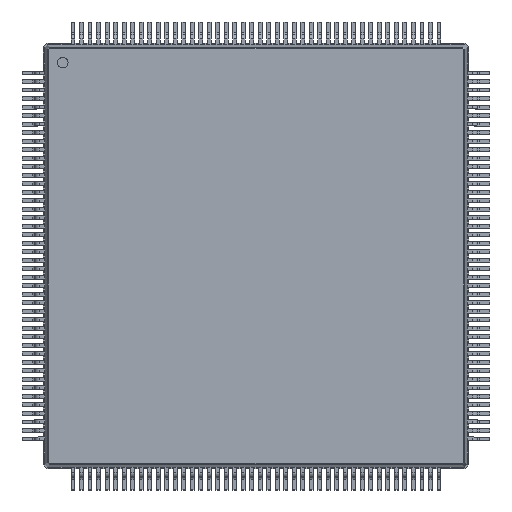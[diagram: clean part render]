
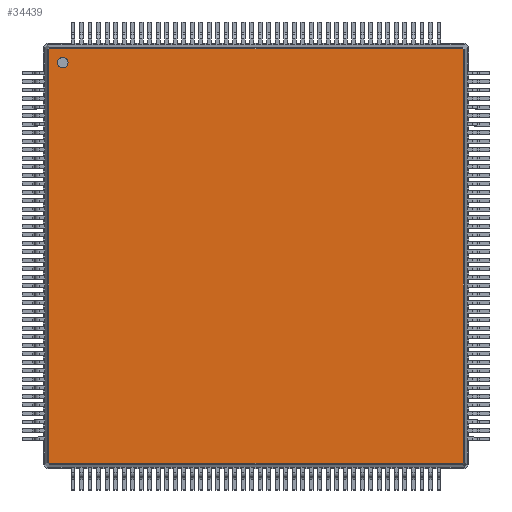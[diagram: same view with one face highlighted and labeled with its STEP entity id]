
A CAD part, top view. The second image highlights one B-rep face of the part: STEP entity #34439.
In plain terms, the highlighted planar face has unit normal (0, 0, 1).
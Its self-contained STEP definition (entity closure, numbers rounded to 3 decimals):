
#16702 = VERTEX_POINT('',#16703);
#16703 = CARTESIAN_POINT('',(-9.702,9.746,1.5));
#17380 = EDGE_CURVE('',#16702,#17381,#17383,.T.);
#17381 = VERTEX_POINT('',#17382);
#17382 = CARTESIAN_POINT('',(9.702,9.746,1.5));
#17383 = B_SPLINE_CURVE_WITH_KNOTS('',2,(#17384,#17385,#17386,#17387,
#17388),.UNSPECIFIED.,.F.,.F.,(3,1,1,3),(-0.992,
-0.04,19.477,20.429),.UNSPECIFIED.);
#17384 = CARTESIAN_POINT('',(-10.711,9.746,1.5));
#17385 = CARTESIAN_POINT('',(-10.235,9.746,1.5));
#17386 = CARTESIAN_POINT('',(0.,9.746,1.5));
#17387 = CARTESIAN_POINT('',(10.235,9.746,1.5));
#17388 = CARTESIAN_POINT('',(10.711,9.746,1.5));
#33508 = EDGE_CURVE('',#17381,#33509,#33511,.T.);
#33509 = VERTEX_POINT('',#33510);
#33510 = CARTESIAN_POINT('',(9.746,9.702,1.5));
#33511 = B_SPLINE_CURVE_WITH_KNOTS('',2,(#33512,#33513,#33514,#33515,
#33516),.UNSPECIFIED.,.F.,.F.,(3,1,1,3),(-0.4,
-0.04,0.137,0.497),.UNSPECIFIED.);
#33512 = CARTESIAN_POINT('',(9.407,10.041,1.5));
#33513 = CARTESIAN_POINT('',(9.535,9.914,1.5));
#33514 = CARTESIAN_POINT('',(9.724,9.724,1.5));
#33515 = CARTESIAN_POINT('',(9.914,9.535,1.5));
#33516 = CARTESIAN_POINT('',(10.041,9.407,1.5));
#34120 = VERTEX_POINT('',#34121);
#34121 = CARTESIAN_POINT('',(-9.746,9.702,1.5));
#34414 = EDGE_CURVE('',#34120,#16702,#34415,.T.);
#34415 = B_SPLINE_CURVE_WITH_KNOTS('',2,(#34416,#34417,#34418,#34419,
#34420),.UNSPECIFIED.,.F.,.F.,(3,1,1,3),(-0.4,
-0.04,0.137,0.497),.UNSPECIFIED.);
#34416 = CARTESIAN_POINT('',(-10.041,9.407,1.5));
#34417 = CARTESIAN_POINT('',(-9.914,9.535,1.5));
#34418 = CARTESIAN_POINT('',(-9.724,9.724,1.5));
#34419 = CARTESIAN_POINT('',(-9.535,9.914,1.5));
#34420 = CARTESIAN_POINT('',(-9.407,10.041,1.5));
#34439 = ADVANCED_FACE('',(#34440,#34493),#34504,.T.);
#34440 = FACE_BOUND('',#34441,.T.);
#34441 = EDGE_LOOP('',(#34442,#34443,#34444,#34454,#34464,#34474,#34484,
#34492));
#34442 = ORIENTED_EDGE('',*,*,#17380,.F.);
#34443 = ORIENTED_EDGE('',*,*,#34414,.F.);
#34444 = ORIENTED_EDGE('',*,*,#34445,.F.);
#34445 = EDGE_CURVE('',#34446,#34120,#34448,.T.);
#34446 = VERTEX_POINT('',#34447);
#34447 = CARTESIAN_POINT('',(-9.746,-9.702,1.5));
#34448 = B_SPLINE_CURVE_WITH_KNOTS('',2,(#34449,#34450,#34451,#34452,
#34453),.UNSPECIFIED.,.F.,.F.,(3,1,1,3),(-0.992,
-0.04,19.477,20.429),.UNSPECIFIED.);
#34449 = CARTESIAN_POINT('',(-9.746,-10.711,1.5));
#34450 = CARTESIAN_POINT('',(-9.746,-10.235,1.5));
#34451 = CARTESIAN_POINT('',(-9.746,0.,1.5));
#34452 = CARTESIAN_POINT('',(-9.746,10.235,1.5));
#34453 = CARTESIAN_POINT('',(-9.746,10.711,1.5));
#34454 = ORIENTED_EDGE('',*,*,#34455,.F.);
#34455 = EDGE_CURVE('',#34456,#34446,#34458,.T.);
#34456 = VERTEX_POINT('',#34457);
#34457 = CARTESIAN_POINT('',(-9.702,-9.746,1.5));
#34458 = B_SPLINE_CURVE_WITH_KNOTS('',2,(#34459,#34460,#34461,#34462,
#34463),.UNSPECIFIED.,.F.,.F.,(3,1,1,3),(-0.4,
-0.04,0.137,0.497),.UNSPECIFIED.);
#34459 = CARTESIAN_POINT('',(-9.407,-10.041,1.5));
#34460 = CARTESIAN_POINT('',(-9.535,-9.914,1.5));
#34461 = CARTESIAN_POINT('',(-9.724,-9.724,1.5));
#34462 = CARTESIAN_POINT('',(-9.914,-9.535,1.5));
#34463 = CARTESIAN_POINT('',(-10.041,-9.407,1.5));
#34464 = ORIENTED_EDGE('',*,*,#34465,.F.);
#34465 = EDGE_CURVE('',#34466,#34456,#34468,.T.);
#34466 = VERTEX_POINT('',#34467);
#34467 = CARTESIAN_POINT('',(9.702,-9.746,1.5));
#34468 = B_SPLINE_CURVE_WITH_KNOTS('',2,(#34469,#34470,#34471,#34472,
#34473),.UNSPECIFIED.,.F.,.F.,(3,1,1,3),(-0.992,
-0.04,19.477,20.429),.UNSPECIFIED.);
#34469 = CARTESIAN_POINT('',(10.711,-9.746,1.5));
#34470 = CARTESIAN_POINT('',(10.235,-9.746,1.5));
#34471 = CARTESIAN_POINT('',(0.,-9.746,1.5));
#34472 = CARTESIAN_POINT('',(-10.235,-9.746,1.5));
#34473 = CARTESIAN_POINT('',(-10.711,-9.746,1.5));
#34474 = ORIENTED_EDGE('',*,*,#34475,.F.);
#34475 = EDGE_CURVE('',#34476,#34466,#34478,.T.);
#34476 = VERTEX_POINT('',#34477);
#34477 = CARTESIAN_POINT('',(9.746,-9.702,1.5));
#34478 = B_SPLINE_CURVE_WITH_KNOTS('',2,(#34479,#34480,#34481,#34482,
#34483),.UNSPECIFIED.,.F.,.F.,(3,1,1,3),(-0.4,
-0.04,0.137,0.497),.UNSPECIFIED.);
#34479 = CARTESIAN_POINT('',(10.041,-9.407,1.5));
#34480 = CARTESIAN_POINT('',(9.914,-9.535,1.5));
#34481 = CARTESIAN_POINT('',(9.724,-9.724,1.5));
#34482 = CARTESIAN_POINT('',(9.535,-9.914,1.5));
#34483 = CARTESIAN_POINT('',(9.407,-10.041,1.5));
#34484 = ORIENTED_EDGE('',*,*,#34485,.F.);
#34485 = EDGE_CURVE('',#33509,#34476,#34486,.T.);
#34486 = B_SPLINE_CURVE_WITH_KNOTS('',2,(#34487,#34488,#34489,#34490,
#34491),.UNSPECIFIED.,.F.,.F.,(3,1,1,3),(-0.992,
-0.04,19.477,20.429),.UNSPECIFIED.);
#34487 = CARTESIAN_POINT('',(9.746,10.711,1.5));
#34488 = CARTESIAN_POINT('',(9.746,10.235,1.5));
#34489 = CARTESIAN_POINT('',(9.746,0.,1.5));
#34490 = CARTESIAN_POINT('',(9.746,-10.235,1.5));
#34491 = CARTESIAN_POINT('',(9.746,-10.711,1.5));
#34492 = ORIENTED_EDGE('',*,*,#33508,.F.);
#34493 = FACE_BOUND('',#34494,.T.);
#34494 = EDGE_LOOP('',(#34495));
#34495 = ORIENTED_EDGE('',*,*,#34496,.F.);
#34496 = EDGE_CURVE('',#34497,#34497,#34499,.T.);
#34497 = VERTEX_POINT('',#34498);
#34498 = CARTESIAN_POINT('',(-9.087,8.837,1.5));
#34499 = CIRCLE('',#34500,0.25);
#34500 = AXIS2_PLACEMENT_3D('',#34501,#34502,#34503);
#34501 = CARTESIAN_POINT('',(-9.087,9.087,1.5));
#34502 = DIRECTION('',(-0.,0.,1.));
#34503 = DIRECTION('',(0.,-1.,0.));
#34504 = PLANE('',#34505);
#34505 = AXIS2_PLACEMENT_3D('',#34506,#34507,#34508);
#34506 = CARTESIAN_POINT('',(-9.718,9.787,1.5));
#34507 = DIRECTION('',(0.,0.,1.));
#34508 = DIRECTION('',(0.705,-0.71,0.));
